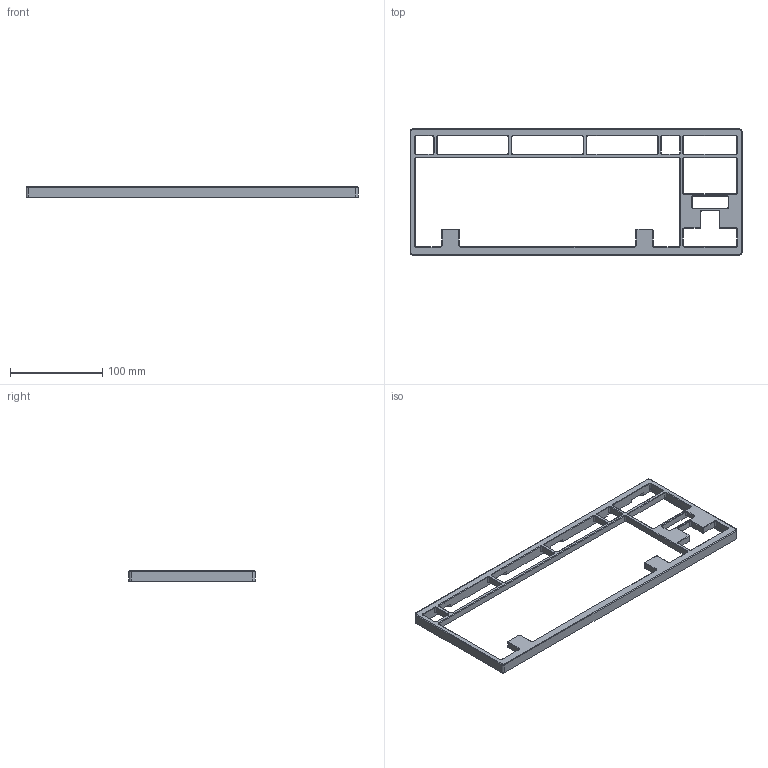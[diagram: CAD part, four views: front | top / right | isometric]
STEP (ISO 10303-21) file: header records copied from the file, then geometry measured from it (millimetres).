
FILE_DESCRIPTION(/* description */ (''),/* implementation_level */ '2;1');
FILE_NAME(/* name */ 'Sofia_Top_WKL_V1 v4.step',/* time_stamp */ '2022-05-20T17:04:40+02:00',/* author */ (''),/* organization */ (''),/* preprocessor_version */ 'ST-DEVELOPER v18.1',/* originating_system */ 'Autodesk Translation Framework v10.14.0.1471',/* authorisation */ '');
FILE_SCHEMA (('AUTOMOTIVE_DESIGN { 1 0 10303 214 3 1 1 }'));
Length unit declared in the file: millimetre
Products named in the file (1): Sofia_Top_WKL_V1
Bounding box: 359.61 x 136.51 x 11.2 mm (x, y, z)
Volume: 106570 mm3; surface area: 53295.3 mm2
Topology: 1 solids, 1 shells, 358 faces, 959 edges, 595 vertices
Faces by surface type: plane 168, cylinder 117, cone 69, torus 4
Full cylindrical faces by diameter (mm): 2.529 x15
Entity records: 11065 total; most frequent: DIRECTION 1956, CARTESIAN_POINT 1898, ORIENTED_EDGE 1888, EDGE_CURVE 944, AXIS2_PLACEMENT_3D 653, LINE 650, VECTOR 650, VERTEX_POINT 595
